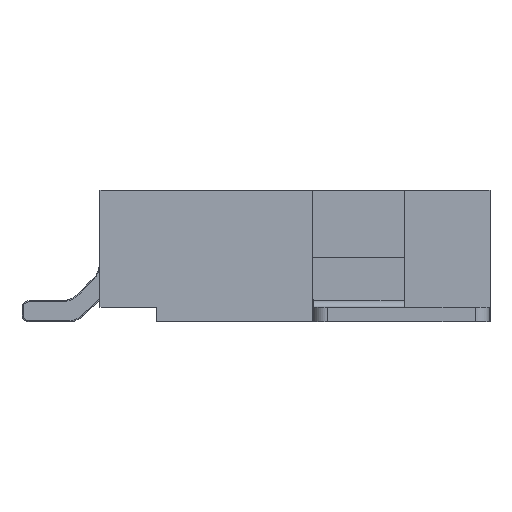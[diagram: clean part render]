
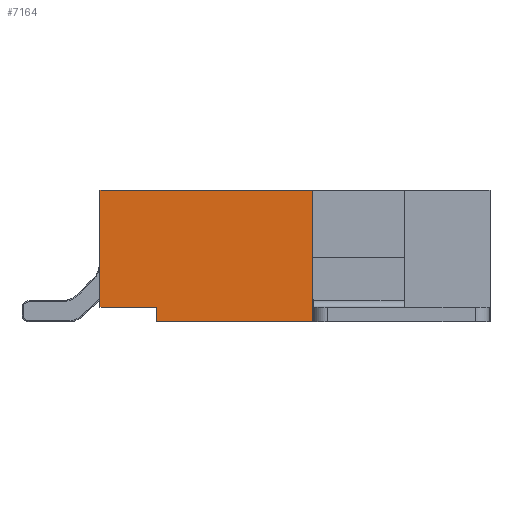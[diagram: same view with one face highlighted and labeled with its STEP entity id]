
A CAD part, left-side view. The second image highlights one B-rep face of the part: STEP entity #7164.
In plain terms, the highlighted planar face has unit normal (-1, 0, 0).
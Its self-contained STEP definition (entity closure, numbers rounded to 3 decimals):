
#60 = PLANE('',#61);
#61 = AXIS2_PLACEMENT_3D('',#62,#63,#64);
#62 = CARTESIAN_POINT('',(0.625,-2.724,
    0.01));
#63 = DIRECTION('',(0.,0.,1.));
#64 = DIRECTION('',(1.,0.,-0.));
#1010 = EDGE_CURVE('',#1011,#1013,#1015,.T.);
#1011 = VERTEX_POINT('',#1012);
#1012 = CARTESIAN_POINT('',(-3.824,0.976,
    0.01));
#1013 = VERTEX_POINT('',#1014);
#1014 = CARTESIAN_POINT('',(-3.824,-1.224,
    0.01));
#1015 = SURFACE_CURVE('',#1016,(#1020,#1027),.PCURVE_S1.);
#1016 = LINE('',#1017,#1018);
#1017 = CARTESIAN_POINT('',(-3.824,1.775,
    0.01));
#1018 = VECTOR('',#1019,1.);
#1019 = DIRECTION('',(0.,-1.,0.));
#1020 = PCURVE('',#60,#1021);
#1021 = DEFINITIONAL_REPRESENTATION('',(#1022),#1026);
#1022 = LINE('',#1023,#1024);
#1023 = CARTESIAN_POINT('',(-4.449,4.499));
#1024 = VECTOR('',#1025,1.);
#1025 = DIRECTION('',(0.,-1.));
#1026 = ( GEOMETRIC_REPRESENTATION_CONTEXT(2) 
PARAMETRIC_REPRESENTATION_CONTEXT() REPRESENTATION_CONTEXT('2D SPACE',''
  ) );
#1027 = PCURVE('',#1028,#1033);
#1028 = PLANE('',#1029);
#1029 = AXIS2_PLACEMENT_3D('',#1030,#1031,#1032);
#1030 = CARTESIAN_POINT('',(-3.824,1.775,
    1.86));
#1031 = DIRECTION('',(1.,0.,0.));
#1032 = DIRECTION('',(0.,0.,-1.));
#1033 = DEFINITIONAL_REPRESENTATION('',(#1034),#1038);
#1034 = LINE('',#1035,#1036);
#1035 = CARTESIAN_POINT('',(1.85,0.));
#1036 = VECTOR('',#1037,1.);
#1037 = DIRECTION('',(0.,-1.));
#1038 = ( GEOMETRIC_REPRESENTATION_CONTEXT(2) 
PARAMETRIC_REPRESENTATION_CONTEXT() REPRESENTATION_CONTEXT('2D SPACE',''
  ) );
#1056 = PLANE('',#1057);
#1057 = AXIS2_PLACEMENT_3D('',#1058,#1059,#1060);
#1058 = CARTESIAN_POINT('',(-3.824,0.976,
    0.21));
#1059 = DIRECTION('',(0.,-1.,0.));
#1060 = DIRECTION('',(1.,0.,0.));
#1670 = PLANE('',#1671);
#1671 = AXIS2_PLACEMENT_3D('',#1672,#1673,#1674);
#1672 = CARTESIAN_POINT('',(-2.725,-1.224,
    1.86));
#1673 = DIRECTION('',(0.,1.,0.));
#1674 = DIRECTION('',(0.,-0.,1.));
#2430 = PLANE('',#2431);
#2431 = AXIS2_PLACEMENT_3D('',#2432,#2433,#2434);
#2432 = CARTESIAN_POINT('',(-3.824,1.775,
    1.86));
#2433 = DIRECTION('',(0.,-1.,0.));
#2434 = DIRECTION('',(1.,0.,0.));
#3043 = VERTEX_POINT('',#3044);
#3044 = CARTESIAN_POINT('',(-3.824,1.775,
    0.21));
#3060 = PLANE('',#3061);
#3061 = AXIS2_PLACEMENT_3D('',#3062,#3063,#3064);
#3062 = CARTESIAN_POINT('',(0.625,-2.724,
    0.21));
#3063 = DIRECTION('',(0.,0.,-1.));
#3064 = DIRECTION('',(-1.,0.,0.));
#3072 = EDGE_CURVE('',#3073,#3043,#3075,.T.);
#3073 = VERTEX_POINT('',#3074);
#3074 = CARTESIAN_POINT('',(-3.824,1.775,
    1.86));
#3075 = SURFACE_CURVE('',#3076,(#3080,#3087),.PCURVE_S1.);
#3076 = LINE('',#3077,#3078);
#3077 = CARTESIAN_POINT('',(-3.824,1.775,
    1.86));
#3078 = VECTOR('',#3079,1.);
#3079 = DIRECTION('',(-0.,-0.,-1.));
#3080 = PCURVE('',#2430,#3081);
#3081 = DEFINITIONAL_REPRESENTATION('',(#3082),#3086);
#3082 = LINE('',#3083,#3084);
#3083 = CARTESIAN_POINT('',(0.,0.));
#3084 = VECTOR('',#3085,1.);
#3085 = DIRECTION('',(0.,-1.));
#3086 = ( GEOMETRIC_REPRESENTATION_CONTEXT(2) 
PARAMETRIC_REPRESENTATION_CONTEXT() REPRESENTATION_CONTEXT('2D SPACE',''
  ) );
#3087 = PCURVE('',#1028,#3088);
#3088 = DEFINITIONAL_REPRESENTATION('',(#3089),#3093);
#3089 = LINE('',#3090,#3091);
#3090 = CARTESIAN_POINT('',(0.,0.));
#3091 = VECTOR('',#3092,1.);
#3092 = DIRECTION('',(1.,0.));
#3093 = ( GEOMETRIC_REPRESENTATION_CONTEXT(2) 
PARAMETRIC_REPRESENTATION_CONTEXT() REPRESENTATION_CONTEXT('2D SPACE',''
  ) );
#3111 = PLANE('',#3112);
#3112 = AXIS2_PLACEMENT_3D('',#3113,#3114,#3115);
#3113 = CARTESIAN_POINT('',(0.625,-2.724,
    1.86));
#3114 = DIRECTION('',(0.,0.,1.));
#3115 = DIRECTION('',(1.,0.,-0.));
#6363 = EDGE_CURVE('',#3073,#6364,#6366,.T.);
#6364 = VERTEX_POINT('',#6365);
#6365 = CARTESIAN_POINT('',(-3.824,-1.224,
    1.86));
#6366 = SURFACE_CURVE('',#6367,(#6371,#6378),.PCURVE_S1.);
#6367 = LINE('',#6368,#6369);
#6368 = CARTESIAN_POINT('',(-3.824,1.775,
    1.86));
#6369 = VECTOR('',#6370,1.);
#6370 = DIRECTION('',(0.,-1.,0.));
#6371 = PCURVE('',#3111,#6372);
#6372 = DEFINITIONAL_REPRESENTATION('',(#6373),#6377);
#6373 = LINE('',#6374,#6375);
#6374 = CARTESIAN_POINT('',(-4.449,4.499));
#6375 = VECTOR('',#6376,1.);
#6376 = DIRECTION('',(0.,-1.));
#6377 = ( GEOMETRIC_REPRESENTATION_CONTEXT(2) 
PARAMETRIC_REPRESENTATION_CONTEXT() REPRESENTATION_CONTEXT('2D SPACE',''
  ) );
#6378 = PCURVE('',#1028,#6379);
#6379 = DEFINITIONAL_REPRESENTATION('',(#6380),#6384);
#6380 = LINE('',#6381,#6382);
#6381 = CARTESIAN_POINT('',(0.,0.));
#6382 = VECTOR('',#6383,1.);
#6383 = DIRECTION('',(0.,-1.));
#6384 = ( GEOMETRIC_REPRESENTATION_CONTEXT(2) 
PARAMETRIC_REPRESENTATION_CONTEXT() REPRESENTATION_CONTEXT('2D SPACE',''
  ) );
#7164 = ADVANCED_FACE('',(#7165),#1028,.F.);
#7165 = FACE_BOUND('',#7166,.T.);
#7166 = EDGE_LOOP('',(#7167,#7190,#7211,#7212,#7233,#7234));
#7167 = ORIENTED_EDGE('',*,*,#7168,.F.);
#7168 = EDGE_CURVE('',#7169,#3043,#7171,.T.);
#7169 = VERTEX_POINT('',#7170);
#7170 = CARTESIAN_POINT('',(-3.824,0.976,
    0.21));
#7171 = SURFACE_CURVE('',#7172,(#7176,#7183),.PCURVE_S1.);
#7172 = LINE('',#7173,#7174);
#7173 = CARTESIAN_POINT('',(-3.824,0.976,
    0.21));
#7174 = VECTOR('',#7175,1.);
#7175 = DIRECTION('',(0.,1.,0.));
#7176 = PCURVE('',#1028,#7177);
#7177 = DEFINITIONAL_REPRESENTATION('',(#7178),#7182);
#7178 = LINE('',#7179,#7180);
#7179 = CARTESIAN_POINT('',(1.65,-0.8));
#7180 = VECTOR('',#7181,1.);
#7181 = DIRECTION('',(0.,1.));
#7182 = ( GEOMETRIC_REPRESENTATION_CONTEXT(2) 
PARAMETRIC_REPRESENTATION_CONTEXT() REPRESENTATION_CONTEXT('2D SPACE',''
  ) );
#7183 = PCURVE('',#3060,#7184);
#7184 = DEFINITIONAL_REPRESENTATION('',(#7185),#7189);
#7185 = LINE('',#7186,#7187);
#7186 = CARTESIAN_POINT('',(4.449,3.699));
#7187 = VECTOR('',#7188,1.);
#7188 = DIRECTION('',(0.,1.));
#7189 = ( GEOMETRIC_REPRESENTATION_CONTEXT(2) 
PARAMETRIC_REPRESENTATION_CONTEXT() REPRESENTATION_CONTEXT('2D SPACE',''
  ) );
#7190 = ORIENTED_EDGE('',*,*,#7191,.T.);
#7191 = EDGE_CURVE('',#7169,#1011,#7192,.T.);
#7192 = SURFACE_CURVE('',#7193,(#7197,#7204),.PCURVE_S1.);
#7193 = LINE('',#7194,#7195);
#7194 = CARTESIAN_POINT('',(-3.824,0.976,
    0.21));
#7195 = VECTOR('',#7196,1.);
#7196 = DIRECTION('',(-0.,-0.,-1.));
#7197 = PCURVE('',#1028,#7198);
#7198 = DEFINITIONAL_REPRESENTATION('',(#7199),#7203);
#7199 = LINE('',#7200,#7201);
#7200 = CARTESIAN_POINT('',(1.65,-0.8));
#7201 = VECTOR('',#7202,1.);
#7202 = DIRECTION('',(1.,0.));
#7203 = ( GEOMETRIC_REPRESENTATION_CONTEXT(2) 
PARAMETRIC_REPRESENTATION_CONTEXT() REPRESENTATION_CONTEXT('2D SPACE',''
  ) );
#7204 = PCURVE('',#1056,#7205);
#7205 = DEFINITIONAL_REPRESENTATION('',(#7206),#7210);
#7206 = LINE('',#7207,#7208);
#7207 = CARTESIAN_POINT('',(0.,0.));
#7208 = VECTOR('',#7209,1.);
#7209 = DIRECTION('',(0.,-1.));
#7210 = ( GEOMETRIC_REPRESENTATION_CONTEXT(2) 
PARAMETRIC_REPRESENTATION_CONTEXT() REPRESENTATION_CONTEXT('2D SPACE',''
  ) );
#7211 = ORIENTED_EDGE('',*,*,#1010,.T.);
#7212 = ORIENTED_EDGE('',*,*,#7213,.F.);
#7213 = EDGE_CURVE('',#6364,#1013,#7214,.T.);
#7214 = SURFACE_CURVE('',#7215,(#7219,#7226),.PCURVE_S1.);
#7215 = LINE('',#7216,#7217);
#7216 = CARTESIAN_POINT('',(-3.824,-1.224,
    1.86));
#7217 = VECTOR('',#7218,1.);
#7218 = DIRECTION('',(-0.,-0.,-1.));
#7219 = PCURVE('',#1028,#7220);
#7220 = DEFINITIONAL_REPRESENTATION('',(#7221),#7225);
#7221 = LINE('',#7222,#7223);
#7222 = CARTESIAN_POINT('',(0.,-3.));
#7223 = VECTOR('',#7224,1.);
#7224 = DIRECTION('',(1.,0.));
#7225 = ( GEOMETRIC_REPRESENTATION_CONTEXT(2) 
PARAMETRIC_REPRESENTATION_CONTEXT() REPRESENTATION_CONTEXT('2D SPACE',''
  ) );
#7226 = PCURVE('',#1670,#7227);
#7227 = DEFINITIONAL_REPRESENTATION('',(#7228),#7232);
#7228 = LINE('',#7229,#7230);
#7229 = CARTESIAN_POINT('',(0.,-1.1));
#7230 = VECTOR('',#7231,1.);
#7231 = DIRECTION('',(-1.,0.));
#7232 = ( GEOMETRIC_REPRESENTATION_CONTEXT(2) 
PARAMETRIC_REPRESENTATION_CONTEXT() REPRESENTATION_CONTEXT('2D SPACE',''
  ) );
#7233 = ORIENTED_EDGE('',*,*,#6363,.F.);
#7234 = ORIENTED_EDGE('',*,*,#3072,.T.);
